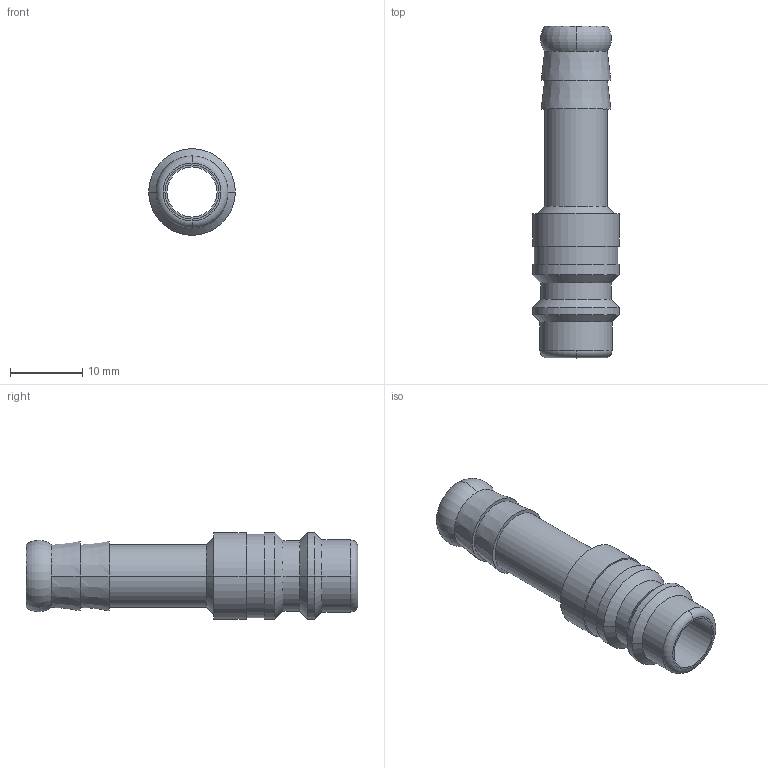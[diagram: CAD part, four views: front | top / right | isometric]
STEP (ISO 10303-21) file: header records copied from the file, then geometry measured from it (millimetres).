
FILE_DESCRIPTION(('STEP AP214'),'1');
FILE_NAME('ESE_13_S.stp','2020-08-17T11:38:23',('TraceParts'),('TraceParts S.A.'),'Spatial InterOp 3D',' ',' ');
FILE_SCHEMA(('AUTOMOTIVE_DESIGN { 1 0 10303 214 1 1 1 1 }'));
Length unit declared in the file: millimetre
Products named in the file (1): ESE_13_S
Bounding box: 12 x 46 x 12 mm (x, y, z)
Volume: 1700.7 mm3; surface area: 2643.9 mm2
Topology: 1 solids, 1 shells, 42 faces, 90 edges, 56 vertices
Faces by surface type: cylinder 18, cone 12, plane 8, torus 4
Entity records: 1514 total; most frequent: DIRECTION 236, CARTESIAN_POINT 189, ORIENTED_EDGE 180, AXIS2_PLACEMENT_3D 103, EDGE_CURVE 90, CIRCLE 60, VERTEX_POINT 56, EDGE_LOOP 50
